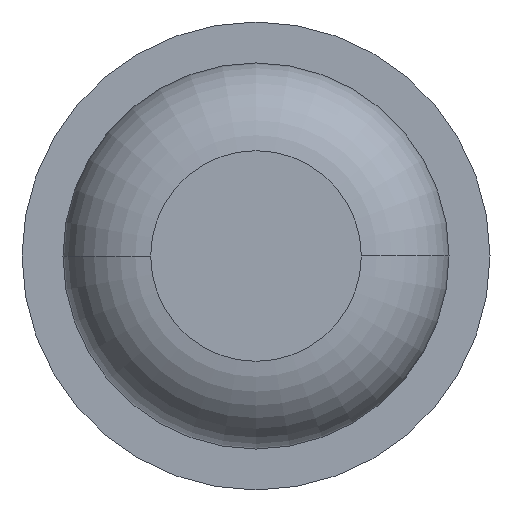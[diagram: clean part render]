
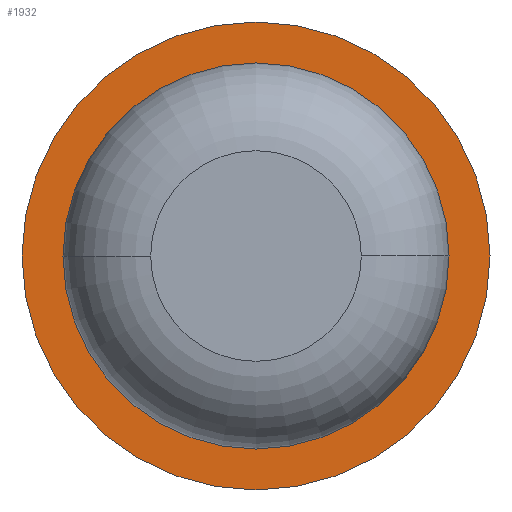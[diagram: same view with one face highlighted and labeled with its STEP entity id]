
A CAD part, front view. The second image highlights one B-rep face of the part: STEP entity #1932.
In plain terms, the highlighted planar face has unit normal (0, -1, 0).
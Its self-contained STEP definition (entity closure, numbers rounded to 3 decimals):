
#32 = CIRCLE ( 'NONE', #1267, 0.825 ) ;
#48 = EDGE_CURVE ( 'Defeature ausgef�hrt1_5+Defeature ausgef�hrt1_0+Defeature ausgef�hrt1_0+Defeature ausgef�hrt1_0', #3711, #963, #32, .T. ) ;
#163 = DIRECTION ( 'NONE',  ( -1., 0., 0. ) ) ;
#217 = DIRECTION ( 'NONE',  ( -1., 0., 0. ) ) ;
#365 = CARTESIAN_POINT ( 'NONE',  ( 0.825, -6., 0. ) ) ;
#658 = ORIENTED_EDGE ( 'NONE', *, *, #2847, .T. ) ;
#665 = DIRECTION ( 'NONE',  ( -1., 0., 0. ) ) ;
#671 = VERTEX_POINT ( 'NONE', #832 ) ;
#804 = AXIS2_PLACEMENT_3D ( 'NONE', #1139, #1729, #2287 ) ;
#832 = CARTESIAN_POINT ( 'NONE',  ( -1., -6., 0. ) ) ;
#963 = VERTEX_POINT ( 'NONE', #365 ) ;
#993 = DIRECTION ( 'NONE',  ( 0., 1., 0. ) ) ;
#1086 = CIRCLE ( 'NONE', #3560, 0.825 ) ;
#1139 = CARTESIAN_POINT ( 'NONE',  ( 0.825, -6., 0. ) ) ;
#1267 = AXIS2_PLACEMENT_3D ( 'NONE', #3287, #3614, #163 ) ;
#1418 = PLANE ( 'NONE',  #804 ) ;
#1705 = CARTESIAN_POINT ( 'NONE',  ( 0., -6., 0. ) ) ;
#1729 = DIRECTION ( 'NONE',  ( 0., 1., 0. ) ) ;
#1747 = FACE_OUTER_BOUND ( 'NONE', #2063, .T. ) ;
#1914 = CARTESIAN_POINT ( 'NONE',  ( 0., -6., 0. ) ) ;
#1932 = ADVANCED_FACE ( 'Defeature ausgef�hrt1_5', ( #1747, #2378 ), #1418, .F. ) ;
#2047 = AXIS2_PLACEMENT_3D ( 'NONE', #1705, #2557, #2850 ) ;
#2063 = EDGE_LOOP ( 'NONE', ( #2918, #2182 ) ) ;
#2182 = ORIENTED_EDGE ( 'NONE', *, *, #3565, .F. ) ;
#2287 = DIRECTION ( 'NONE',  ( -1., 0., 0. ) ) ;
#2318 = CIRCLE ( 'NONE', #2047, 1. ) ;
#2341 = VERTEX_POINT ( 'NONE', #3134 ) ;
#2378 = FACE_BOUND ( 'NONE', #2418, .T. ) ;
#2418 = EDGE_LOOP ( 'NONE', ( #3660, #658 ) ) ;
#2557 = DIRECTION ( 'NONE',  ( 0., 1., 0. ) ) ;
#2722 = EDGE_CURVE ( 'Defeature ausgef�hrt1_6+Defeature ausgef�hrt1_5+Defeature ausgef�hrt1_5+Defeature ausgef�hrt1_5', #671, #2341, #3517, .T. ) ;
#2780 = AXIS2_PLACEMENT_3D ( 'NONE', #3237, #3531, #665 ) ;
#2847 = EDGE_CURVE ( 'Defeature ausgef�hrt1_5+Defeature ausgef�hrt1_0+Defeature ausgef�hrt1_0+Defeature ausgef�hrt1_0', #963, #3711, #1086, .T. ) ;
#2850 = DIRECTION ( 'NONE',  ( -1., 0., 0. ) ) ;
#2918 = ORIENTED_EDGE ( 'NONE', *, *, #2722, .F. ) ;
#2944 = CARTESIAN_POINT ( 'NONE',  ( -0.825, -6., 0. ) ) ;
#3134 = CARTESIAN_POINT ( 'NONE',  ( 1., -6., 0. ) ) ;
#3237 = CARTESIAN_POINT ( 'NONE',  ( 0., -6., 0. ) ) ;
#3287 = CARTESIAN_POINT ( 'NONE',  ( 0., -6., 0. ) ) ;
#3517 = CIRCLE ( 'NONE', #2780, 1. ) ;
#3531 = DIRECTION ( 'NONE',  ( 0., 1., 0. ) ) ;
#3560 = AXIS2_PLACEMENT_3D ( 'NONE', #1914, #993, #217 ) ;
#3565 = EDGE_CURVE ( 'Defeature ausgef�hrt1_6+Defeature ausgef�hrt1_5+Defeature ausgef�hrt1_5+Defeature ausgef�hrt1_5', #2341, #671, #2318, .T. ) ;
#3614 = DIRECTION ( 'NONE',  ( 0., 1., 0. ) ) ;
#3660 = ORIENTED_EDGE ( 'NONE', *, *, #48, .T. ) ;
#3711 = VERTEX_POINT ( 'NONE', #2944 ) ;
